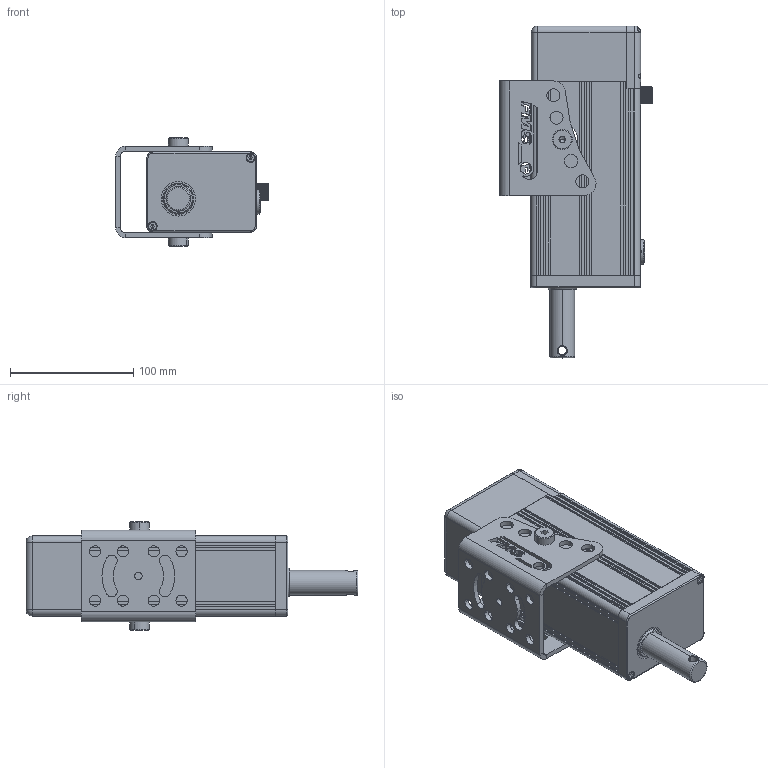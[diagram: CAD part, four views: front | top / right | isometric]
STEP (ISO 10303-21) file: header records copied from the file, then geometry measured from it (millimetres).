
FILE_DESCRIPTION (( 'STEP AP203' ), '1' );
FILE_NAME ('15400_akku_-.step', '2021-07-20T12:39:54', ( '' ), ( '' ), 'SwSTEP 2.0', 'SolidWorks 2018', '' );
FILE_SCHEMA (( 'CONFIG_CONTROL_DESIGN' ));
Length unit declared in the file: millimetre
Products named in the file (24): Batteriekontakt; 15420-6; 15775; 31101183_004.42x2.62; 31100390_01; 15400_akku_-; 15782; 31100409_01; 15420_stp_01; Flanschdose-09-0116-80-05; 31100389_01; 15404_Standart; Folientastatur; 15971_Standart; 16206; Zyl-Schr M4x16 schwarz ohne Schaft 8.8; 15236_Standart; Abstreifer AM45 20x28x3,5-5; BN 13265 Schraube Linsenkopf 2x10; 16207; 15469; 15783; 15784; 15458_stp_Standart
Assembly tree (33 placements, depth 3):
  15400_akku_-
    15236_Standart
    15469
    Abstreifer AM45 20x28x3,5-5
    15458_stp_Standart
    15783
      15775
      15782
      Batteriekontakt  x4
    31100389_01
    15971_Standart
    16206
    16207
    Zyl-Schr M4x16 schwarz ohne Schaft 8.8  x2
    Folientastatur
    Flanschdose-09-0116-80-05
    15420_stp_01
      15404_Standart
      15784
      31100409_01
      15420-6  x2
      BN 13265 Schraube Linsenkopf 2x10  x6
      31100390_01
      31101183_004.42x2.62
Bounding box: 123.61 x 269.05 x 88.3 mm (x, y, z)
Volume: 439291.5 mm3; surface area: 255356.7 mm2
Topology: 32 solids, 32 shells, 3449 faces, 7976 edges, 4620 vertices
Faces by surface type: bspline 1502, cylinder 1011, plane 696, cone 164, torus 70, sphere 6
Entity records: 124089 total; most frequent: CARTESIAN_POINT 65229, ORIENTED_EDGE 14604, DIRECTION 8321, EDGE_CURVE 7302, VERTEX_POINT 4242, EDGE_LOOP 3360, FACE_OUTER_BOUND 3163, ADVANCED_FACE 3163
